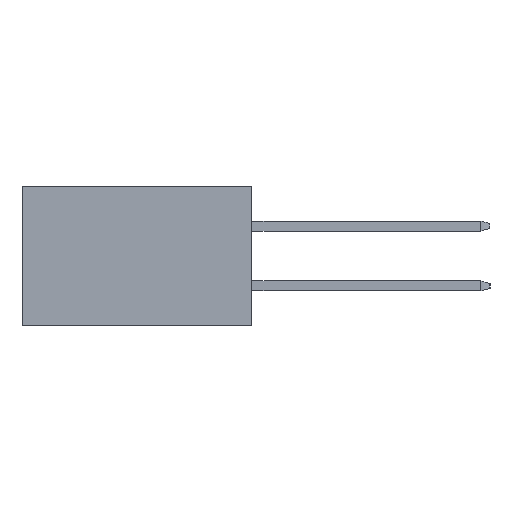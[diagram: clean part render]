
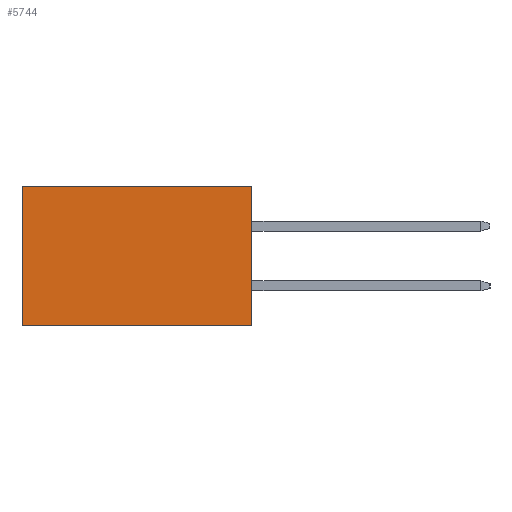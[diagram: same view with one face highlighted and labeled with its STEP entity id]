
A CAD part, left-side view. The second image highlights one B-rep face of the part: STEP entity #5744.
In plain terms, the highlighted planar face has unit normal (-1, 0, 0).
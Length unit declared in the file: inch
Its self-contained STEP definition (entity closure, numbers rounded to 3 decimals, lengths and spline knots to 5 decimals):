
#64 = DIRECTION ( 'NONE',  ( 0., 0., -1. ) ) ;
#106 = DIRECTION ( 'NONE',  ( 1., 0., 0. ) ) ;
#642 = LINE ( 'NONE', #3353, #2586 ) ;
#650 = PLANE ( 'NONE',  #4149 ) ;
#933 = VECTOR ( 'NONE', #1824, 39.37008 ) ;
#1061 = LINE ( 'NONE', #2049, #5403 ) ;
#1149 = ORIENTED_EDGE ( 'NONE', *, *, #8275, .T. ) ;
#1156 = LINE ( 'NONE', #5101, #933 ) ;
#1366 = FACE_OUTER_BOUND ( 'NONE', #3796, .T. ) ;
#1824 = DIRECTION ( 'NONE',  ( 0., 1., 0. ) ) ;
#1964 = EDGE_CURVE ( 'NONE', #8471, #7083, #8255, .T. ) ;
#2049 = CARTESIAN_POINT ( 'NONE',  ( 0.3205, 0.72, -0.437 ) ) ;
#2185 = VERTEX_POINT ( 'NONE', #6933 ) ;
#2186 = CARTESIAN_POINT ( 'NONE',  ( 0.3205, 0., -0.437 ) ) ;
#2314 = CARTESIAN_POINT ( 'NONE',  ( 0.3205, 0., -0.437 ) ) ;
#2586 = VECTOR ( 'NONE', #7424, 39.37008 ) ;
#2685 = CARTESIAN_POINT ( 'NONE',  ( 0.3205, 0., -0.437 ) ) ;
#3170 = ORIENTED_EDGE ( 'NONE', *, *, #3354, .T. ) ;
#3353 = CARTESIAN_POINT ( 'NONE',  ( 0.3205, 0., -0.437 ) ) ;
#3354 = EDGE_CURVE ( 'NONE', #8471, #5718, #1156, .T. ) ;
#3796 = EDGE_LOOP ( 'NONE', ( #1149, #5156, #6474, #3170 ) ) ;
#4004 = VECTOR ( 'NONE', #4898, 39.37008 ) ;
#4149 = AXIS2_PLACEMENT_3D ( 'NONE', #2685, #106, #64 ) ;
#4757 = DIRECTION ( 'NONE',  ( 0., 0., -1. ) ) ;
#4898 = DIRECTION ( 'NONE',  ( 0., 0., -1. ) ) ;
#5101 = CARTESIAN_POINT ( 'NONE',  ( 0.3205, 0., 0. ) ) ;
#5156 = ORIENTED_EDGE ( 'NONE', *, *, #6362, .F. ) ;
#5403 = VECTOR ( 'NONE', #4757, 39.37008 ) ;
#5718 = VERTEX_POINT ( 'NONE', #6779 ) ;
#5744 = ADVANCED_FACE ( 'NONE', ( #1366 ), #650, .F. ) ;
#6362 = EDGE_CURVE ( 'NONE', #7083, #2185, #642, .T. ) ;
#6474 = ORIENTED_EDGE ( 'NONE', *, *, #1964, .F. ) ;
#6779 = CARTESIAN_POINT ( 'NONE',  ( 0.3205, 0.72, 0. ) ) ;
#6933 = CARTESIAN_POINT ( 'NONE',  ( 0.3205, 0.72, -0.437 ) ) ;
#7083 = VERTEX_POINT ( 'NONE', #2314 ) ;
#7193 = CARTESIAN_POINT ( 'NONE',  ( 0.3205, 0., 0. ) ) ;
#7424 = DIRECTION ( 'NONE',  ( 0., 1., 0. ) ) ;
#8255 = LINE ( 'NONE', #2186, #4004 ) ;
#8275 = EDGE_CURVE ( 'NONE', #5718, #2185, #1061, .T. ) ;
#8471 = VERTEX_POINT ( 'NONE', #7193 ) ;
